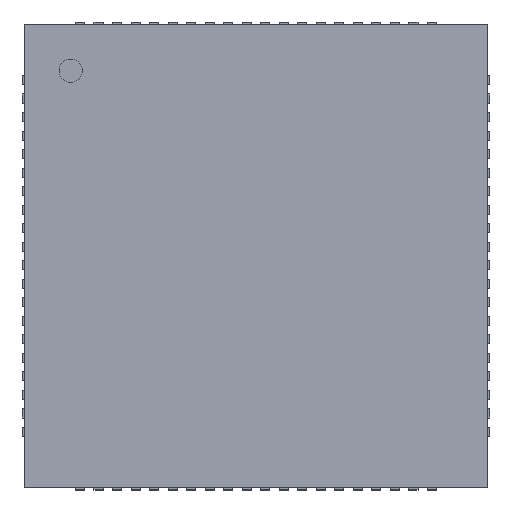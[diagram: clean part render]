
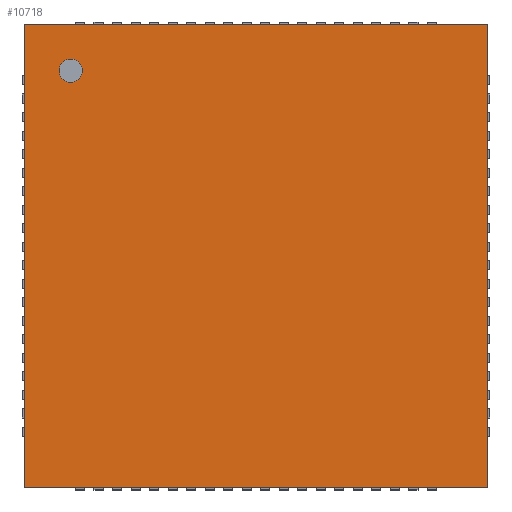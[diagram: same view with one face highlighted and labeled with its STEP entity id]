
A CAD part, top view. The second image highlights one B-rep face of the part: STEP entity #10718.
In plain terms, the highlighted planar face has unit normal (0, 0, 1).
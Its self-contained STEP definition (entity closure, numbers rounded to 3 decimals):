
#103=PLANE('',#11471);
#758=FACE_OUTER_BOUND('',#1413,.T.);
#1413=EDGE_LOOP('',(#7463,#7464,#7465,#7466));
#2063=LINE('',#14915,#3528);
#2067=LINE('',#14922,#3532);
#2070=LINE('',#14928,#3535);
#2072=LINE('',#14931,#3537);
#3528=VECTOR('',#12135,10.008);
#3532=VECTOR('',#12141,10.008);
#3535=VECTOR('',#12146,10.008);
#3537=VECTOR('',#12150,10.008);
#4996=VERTEX_POINT('',#14912);
#4997=VERTEX_POINT('',#14914);
#4999=VERTEX_POINT('',#14920);
#5001=VERTEX_POINT('',#14926);
#5975=EDGE_CURVE('',#4997,#4996,#2063,.T.);
#5979=EDGE_CURVE('',#4996,#4999,#2067,.T.);
#5982=EDGE_CURVE('',#4999,#5001,#2070,.T.);
#5984=EDGE_CURVE('',#5001,#4997,#2072,.T.);
#7463=ORIENTED_EDGE('',*,*,#5975,.T.);
#7464=ORIENTED_EDGE('',*,*,#5979,.T.);
#7465=ORIENTED_EDGE('',*,*,#5982,.T.);
#7466=ORIENTED_EDGE('',*,*,#5984,.T.);
#10718=ADVANCED_FACE('',(#758),#103,.T.);
#11471=AXIS2_PLACEMENT_3D('',#14933,#12153,#12154);
#12135=DIRECTION('',(1.,0.,0.));
#12141=DIRECTION('',(0.,1.,0.));
#12146=DIRECTION('',(-1.,0.,0.));
#12150=DIRECTION('',(0.,-1.,0.));
#12153=DIRECTION('center_axis',(0.,0.,1.));
#12154=DIRECTION('ref_axis',(0.,1.,0.));
#14912=CARTESIAN_POINT('',(5.004,-5.004,0.864));
#14914=CARTESIAN_POINT('',(-5.004,-5.004,0.864));
#14915=CARTESIAN_POINT('',(-5.004,-5.004,0.864));
#14920=CARTESIAN_POINT('',(5.004,5.004,0.864));
#14922=CARTESIAN_POINT('',(5.004,-5.004,0.864));
#14926=CARTESIAN_POINT('',(-5.004,5.004,0.864));
#14928=CARTESIAN_POINT('',(5.004,5.004,0.864));
#14931=CARTESIAN_POINT('',(-5.004,5.004,0.864));
#14933=CARTESIAN_POINT('Origin',(-5.004,-5.004,0.864));
